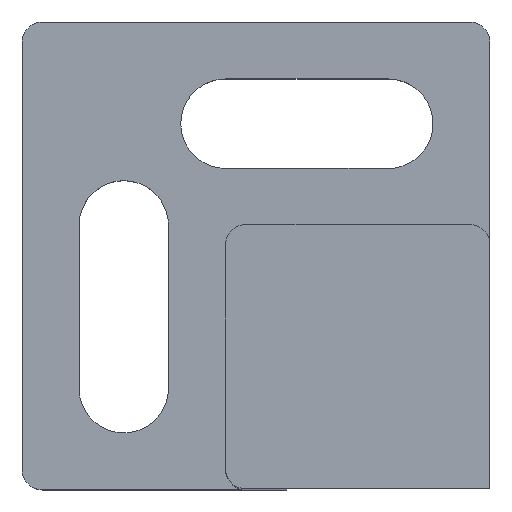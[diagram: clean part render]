
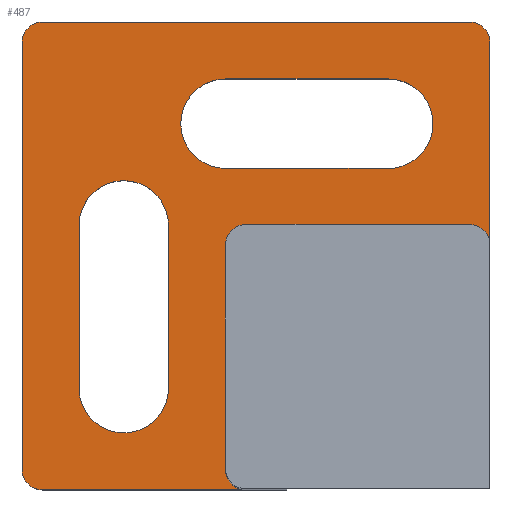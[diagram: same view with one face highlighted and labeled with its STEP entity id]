
A CAD part, top view. The second image highlights one B-rep face of the part: STEP entity #487.
In plain terms, the highlighted planar face has unit normal (0, 0, 1).
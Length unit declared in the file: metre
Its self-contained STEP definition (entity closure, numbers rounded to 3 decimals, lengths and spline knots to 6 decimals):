
#32=LINE('',#754,#84);
#33=LINE('',#759,#85);
#34=LINE('',#763,#86);
#35=LINE('',#767,#87);
#36=LINE('',#771,#88);
#37=LINE('',#775,#89);
#38=LINE('',#778,#90);
#39=LINE('',#783,#91);
#40=LINE('',#786,#92);
#41=LINE('',#791,#93);
#84=VECTOR('',#601,1.);
#85=VECTOR('',#604,1.);
#86=VECTOR('',#607,1.);
#87=VECTOR('',#610,1.);
#88=VECTOR('',#613,1.);
#89=VECTOR('',#616,1.);
#90=VECTOR('',#619,1.);
#91=VECTOR('',#622,1.);
#92=VECTOR('',#625,1.);
#93=VECTOR('',#628,1.);
#143=ORIENTED_EDGE('',*,*,#287,.T.);
#144=ORIENTED_EDGE('',*,*,#288,.T.);
#145=ORIENTED_EDGE('',*,*,#289,.F.);
#146=ORIENTED_EDGE('',*,*,#290,.T.);
#147=ORIENTED_EDGE('',*,*,#291,.T.);
#148=ORIENTED_EDGE('',*,*,#292,.T.);
#149=ORIENTED_EDGE('',*,*,#293,.T.);
#150=ORIENTED_EDGE('',*,*,#294,.T.);
#151=ORIENTED_EDGE('',*,*,#295,.F.);
#152=ORIENTED_EDGE('',*,*,#296,.T.);
#153=ORIENTED_EDGE('',*,*,#297,.F.);
#154=ORIENTED_EDGE('',*,*,#298,.T.);
#155=ORIENTED_EDGE('',*,*,#299,.T.);
#156=ORIENTED_EDGE('',*,*,#300,.F.);
#157=ORIENTED_EDGE('',*,*,#301,.T.);
#158=ORIENTED_EDGE('',*,*,#302,.F.);
#159=ORIENTED_EDGE('',*,*,#303,.T.);
#160=ORIENTED_EDGE('',*,*,#304,.F.);
#161=ORIENTED_EDGE('',*,*,#305,.F.);
#162=ORIENTED_EDGE('',*,*,#306,.F.);
#287=EDGE_CURVE('',#359,#360,#32,.T.);
#288=EDGE_CURVE('',#360,#361,#397,.F.);
#289=EDGE_CURVE('',#362,#361,#33,.T.);
#290=EDGE_CURVE('',#362,#363,#398,.F.);
#291=EDGE_CURVE('',#363,#364,#34,.T.);
#292=EDGE_CURVE('',#364,#365,#399,.T.);
#293=EDGE_CURVE('',#365,#366,#35,.T.);
#294=EDGE_CURVE('',#366,#367,#400,.T.);
#295=EDGE_CURVE('',#368,#367,#36,.T.);
#296=EDGE_CURVE('',#368,#369,#401,.T.);
#297=EDGE_CURVE('',#370,#369,#37,.T.);
#298=EDGE_CURVE('',#370,#359,#402,.F.);
#299=EDGE_CURVE('',#371,#372,#38,.T.);
#300=EDGE_CURVE('',#373,#372,#403,.T.);
#301=EDGE_CURVE('',#373,#374,#39,.T.);
#302=EDGE_CURVE('',#371,#374,#404,.T.);
#303=EDGE_CURVE('',#375,#376,#40,.T.);
#304=EDGE_CURVE('',#377,#376,#405,.T.);
#305=EDGE_CURVE('',#378,#377,#41,.T.);
#306=EDGE_CURVE('',#375,#378,#406,.T.);
#359=VERTEX_POINT('',#755);
#360=VERTEX_POINT('',#756);
#361=VERTEX_POINT('',#758);
#362=VERTEX_POINT('',#760);
#363=VERTEX_POINT('',#762);
#364=VERTEX_POINT('',#764);
#365=VERTEX_POINT('',#766);
#366=VERTEX_POINT('',#768);
#367=VERTEX_POINT('',#770);
#368=VERTEX_POINT('',#772);
#369=VERTEX_POINT('',#774);
#370=VERTEX_POINT('',#776);
#371=VERTEX_POINT('',#779);
#372=VERTEX_POINT('',#780);
#373=VERTEX_POINT('',#782);
#374=VERTEX_POINT('',#784);
#375=VERTEX_POINT('',#787);
#376=VERTEX_POINT('',#788);
#377=VERTEX_POINT('',#790);
#378=VERTEX_POINT('',#792);
#397=CIRCLE('',#534,0.001);
#398=CIRCLE('',#535,0.001);
#399=CIRCLE('',#536,0.001);
#400=CIRCLE('',#537,0.001);
#401=CIRCLE('',#538,0.001);
#402=CIRCLE('',#539,0.001);
#403=CIRCLE('',#540,0.0022);
#404=CIRCLE('',#541,0.0022);
#405=CIRCLE('',#542,0.0022);
#406=CIRCLE('',#543,0.0022);
#413=EDGE_LOOP('',(#143,#144,#145,#146,#147,#148,#149,#150,#151,#152,#153,#154));
#414=EDGE_LOOP('',(#155,#156,#157,#158));
#415=EDGE_LOOP('',(#159,#160,#161,#162));
#443=FACE_BOUND('',#413,.T.);
#444=FACE_BOUND('',#414,.T.);
#445=FACE_BOUND('',#415,.T.);
#471=PLANE('',#533);
#487=ADVANCED_FACE('',(#443,#444,#445),#471,.F.);
#533=AXIS2_PLACEMENT_3D('',#753,#599,#600);
#534=AXIS2_PLACEMENT_3D('',#757,#602,#603);
#535=AXIS2_PLACEMENT_3D('',#761,#605,#606);
#536=AXIS2_PLACEMENT_3D('',#765,#608,#609);
#537=AXIS2_PLACEMENT_3D('',#769,#611,#612);
#538=AXIS2_PLACEMENT_3D('',#773,#614,#615);
#539=AXIS2_PLACEMENT_3D('',#777,#617,#618);
#540=AXIS2_PLACEMENT_3D('',#781,#620,#621);
#541=AXIS2_PLACEMENT_3D('',#785,#623,#624);
#542=AXIS2_PLACEMENT_3D('',#789,#626,#627);
#543=AXIS2_PLACEMENT_3D('',#793,#629,#630);
#599=DIRECTION('',(0.,0.,-1.));
#600=DIRECTION('',(-1.,0.,0.));
#601=DIRECTION('',(-1.,0.,0.));
#602=DIRECTION('',(0.,0.,-1.));
#603=DIRECTION('',(-1.,0.,0.));
#604=DIRECTION('',(0.,1.,0.));
#605=DIRECTION('',(0.,0.,-1.));
#606=DIRECTION('',(-1.,0.,0.));
#607=DIRECTION('',(1.,0.,0.));
#608=DIRECTION('',(0.,0.,-1.));
#609=DIRECTION('',(-1.,0.,0.));
#610=DIRECTION('',(0.,1.,0.));
#611=DIRECTION('',(0.,0.,-1.));
#612=DIRECTION('',(-1.,0.,0.));
#613=DIRECTION('',(-1.,0.,0.));
#614=DIRECTION('',(0.,0.,-1.));
#615=DIRECTION('',(-1.,0.,0.));
#616=DIRECTION('',(0.,-1.,0.));
#617=DIRECTION('',(0.,0.,-1.));
#618=DIRECTION('',(-1.,0.,0.));
#619=DIRECTION('',(1.,0.,0.));
#620=DIRECTION('',(0.,0.,1.));
#621=DIRECTION('',(1.,0.,0.));
#622=DIRECTION('',(-1.,0.,0.));
#623=DIRECTION('',(0.,0.,1.));
#624=DIRECTION('',(1.,0.,0.));
#625=DIRECTION('',(0.,-1.,0.));
#626=DIRECTION('',(0.,0.,1.));
#627=DIRECTION('',(1.,0.,0.));
#628=DIRECTION('',(0.,-1.,0.));
#629=DIRECTION('',(0.,0.,1.));
#630=DIRECTION('',(1.,0.,0.));
#753=CARTESIAN_POINT('',(-0.0165,-0.0065,-0.013));
#754=CARTESIAN_POINT('',(-0.005,0.01,-0.013));
#755=CARTESIAN_POINT('',(0.0055,0.01,-0.013));
#756=CARTESIAN_POINT('',(-0.0155,0.01,-0.013));
#757=CARTESIAN_POINT('',(-0.0155,0.009,-0.013));
#758=CARTESIAN_POINT('',(-0.0165,0.009,-0.013));
#759=CARTESIAN_POINT('',(-0.0165,-0.0065,-0.013));
#760=CARTESIAN_POINT('',(-0.0165,-0.012,-0.013));
#761=CARTESIAN_POINT('',(-0.0155,-0.012,-0.013));
#762=CARTESIAN_POINT('',(-0.0155,-0.013,-0.013));
#763=CARTESIAN_POINT('',(-0.0165,-0.013,-0.013));
#764=CARTESIAN_POINT('',(-0.0055,-0.013,-0.013));
#765=CARTESIAN_POINT('',(-0.0055,-0.012,-0.013));
#766=CARTESIAN_POINT('',(-0.0065,-0.012,-0.013));
#767=CARTESIAN_POINT('',(-0.0065,-0.0065,-0.013));
#768=CARTESIAN_POINT('',(-0.0065,-0.001,-0.013));
#769=CARTESIAN_POINT('',(-0.0055,-0.001,-0.013));
#770=CARTESIAN_POINT('',(-0.0055,0.,-0.013));
#771=CARTESIAN_POINT('',(-0.005,0.,-0.013));
#772=CARTESIAN_POINT('',(0.0055,0.,-0.013));
#773=CARTESIAN_POINT('',(0.0055,-0.001,-0.013));
#774=CARTESIAN_POINT('',(0.0065,-0.001,-0.013));
#775=CARTESIAN_POINT('',(0.0065,0.01,-0.013));
#776=CARTESIAN_POINT('',(0.0065,0.009,-0.013));
#777=CARTESIAN_POINT('',(0.0055,0.009,-0.013));
#778=CARTESIAN_POINT('',(-0.002492,0.0072,-0.013));
#779=CARTESIAN_POINT('',(-0.006483,0.0072,-0.013));
#780=CARTESIAN_POINT('',(0.0015,0.0072,-0.013));
#781=CARTESIAN_POINT('',(0.0015,0.005,-0.013));
#782=CARTESIAN_POINT('',(0.001447,0.002801,-0.013));
#783=CARTESIAN_POINT('',(-0.002526,0.0028,-0.013));
#784=CARTESIAN_POINT('',(-0.0065,0.0028,-0.013));
#785=CARTESIAN_POINT('',(-0.0065,0.005,-0.013));
#786=CARTESIAN_POINT('',(-0.0093,-0.004,-0.013));
#787=CARTESIAN_POINT('',(-0.0093,0.,-0.013));
#788=CARTESIAN_POINT('',(-0.0093,-0.008,-0.013));
#789=CARTESIAN_POINT('',(-0.0115,-0.008,-0.013));
#790=CARTESIAN_POINT('',(-0.0137,-0.008,-0.013));
#791=CARTESIAN_POINT('',(-0.0137,-0.004,-0.013));
#792=CARTESIAN_POINT('',(-0.0137,0.,-0.013));
#793=CARTESIAN_POINT('',(-0.0115,0.,-0.013));
